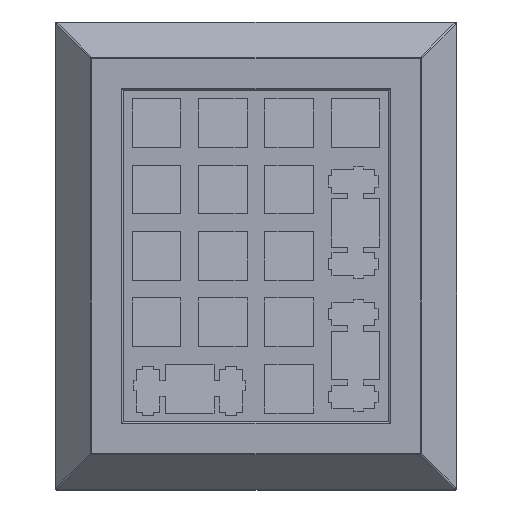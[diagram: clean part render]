
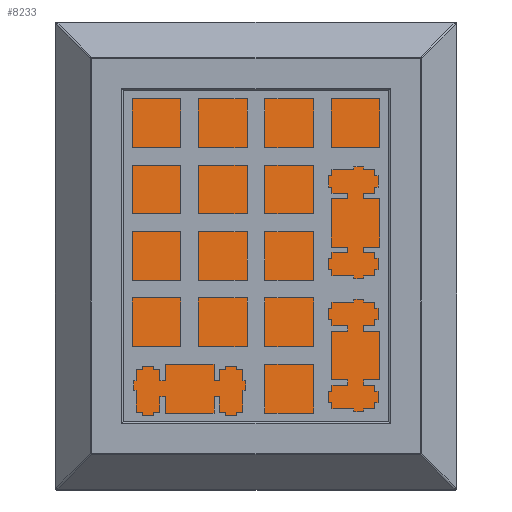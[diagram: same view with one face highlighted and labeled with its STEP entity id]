
A CAD part, top view. The second image highlights one B-rep face of the part: STEP entity #8233.
In plain terms, the highlighted planar face has unit normal (0, 0.122, 0.993).
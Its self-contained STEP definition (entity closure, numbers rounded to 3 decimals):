
#133=FACE_BOUND('',#1320,.T.);
#134=FACE_BOUND('',#1321,.T.);
#135=FACE_BOUND('',#1322,.T.);
#136=FACE_BOUND('',#1323,.T.);
#297=CIRCLE('',#8848,1.4);
#298=CIRCLE('',#8850,1.4);
#299=CIRCLE('',#8852,1.4);
#300=CIRCLE('',#8854,1.4);
#301=CIRCLE('',#8856,3.);
#303=CIRCLE('',#8860,3.);
#304=CIRCLE('',#8861,3.);
#305=CIRCLE('',#8862,3.);
#821=FACE_OUTER_BOUND('',#1319,.T.);
#1319=EDGE_LOOP('',(#7461,#7462,#7463,#7464,#7465,#7466,#7467,#7468));
#1320=EDGE_LOOP('',(#7469));
#1321=EDGE_LOOP('',(#7470));
#1322=EDGE_LOOP('',(#7471));
#1323=EDGE_LOOP('',(#7472));
#2285=LINE('',#13379,#3249);
#2288=LINE('',#13385,#3252);
#2289=LINE('',#13389,#3253);
#2290=LINE('',#13393,#3254);
#3249=VECTOR('',#11029,10.);
#3252=VECTOR('',#11034,10.);
#3253=VECTOR('',#11037,10.);
#3254=VECTOR('',#11040,10.);
#4009=VERTEX_POINT('',#13353);
#4010=VERTEX_POINT('',#13357);
#4011=VERTEX_POINT('',#13361);
#4012=VERTEX_POINT('',#13365);
#4013=VERTEX_POINT('',#13369);
#4014=VERTEX_POINT('',#13370);
#4017=VERTEX_POINT('',#13378);
#4019=VERTEX_POINT('',#13384);
#4020=VERTEX_POINT('',#13386);
#4021=VERTEX_POINT('',#13388);
#4022=VERTEX_POINT('',#13390);
#4023=VERTEX_POINT('',#13392);
#5157=EDGE_CURVE('',#4009,#4009,#297,.T.);
#5159=EDGE_CURVE('',#4010,#4010,#298,.T.);
#5161=EDGE_CURVE('',#4011,#4011,#299,.T.);
#5163=EDGE_CURVE('',#4012,#4012,#300,.T.);
#5165=EDGE_CURVE('',#4013,#4014,#301,.T.);
#5169=EDGE_CURVE('',#4014,#4017,#2285,.T.);
#5172=EDGE_CURVE('',#4013,#4019,#2288,.F.);
#5173=EDGE_CURVE('',#4020,#4019,#303,.T.);
#5174=EDGE_CURVE('',#4020,#4021,#2289,.F.);
#5175=EDGE_CURVE('',#4022,#4021,#304,.T.);
#5176=EDGE_CURVE('',#4023,#4022,#2290,.T.);
#5177=EDGE_CURVE('',#4017,#4023,#305,.T.);
#7461=ORIENTED_EDGE('',*,*,#5165,.F.);
#7462=ORIENTED_EDGE('',*,*,#5172,.T.);
#7463=ORIENTED_EDGE('',*,*,#5173,.F.);
#7464=ORIENTED_EDGE('',*,*,#5174,.T.);
#7465=ORIENTED_EDGE('',*,*,#5175,.F.);
#7466=ORIENTED_EDGE('',*,*,#5176,.F.);
#7467=ORIENTED_EDGE('',*,*,#5177,.F.);
#7468=ORIENTED_EDGE('',*,*,#5169,.F.);
#7469=ORIENTED_EDGE('',*,*,#5157,.T.);
#7470=ORIENTED_EDGE('',*,*,#5159,.T.);
#7471=ORIENTED_EDGE('',*,*,#5161,.T.);
#7472=ORIENTED_EDGE('',*,*,#5163,.T.);
#7816=PLANE('',#8859);
#8233=ADVANCED_FACE('',(#821,#133,#134,#135,#136),#7816,.T.);
#8848=AXIS2_PLACEMENT_3D('',#13354,#11001,#11002);
#8850=AXIS2_PLACEMENT_3D('',#13358,#11006,#11007);
#8852=AXIS2_PLACEMENT_3D('',#13362,#11011,#11012);
#8854=AXIS2_PLACEMENT_3D('',#13366,#11016,#11017);
#8856=AXIS2_PLACEMENT_3D('',#13371,#11021,#11022);
#8859=AXIS2_PLACEMENT_3D('',#13383,#11032,#11033);
#8860=AXIS2_PLACEMENT_3D('',#13387,#11035,#11036);
#8861=AXIS2_PLACEMENT_3D('',#13391,#11038,#11039);
#8862=AXIS2_PLACEMENT_3D('',#13394,#11041,#11042);
#11001=DIRECTION('center_axis',(0.,-0.122,-0.993));
#11002=DIRECTION('ref_axis',(1.,0.,0.));
#11006=DIRECTION('center_axis',(0.,-0.122,-0.993));
#11007=DIRECTION('ref_axis',(1.,0.,0.));
#11011=DIRECTION('center_axis',(0.,-0.122,-0.993));
#11012=DIRECTION('ref_axis',(1.,0.,0.));
#11016=DIRECTION('center_axis',(0.,-0.122,-0.993));
#11017=DIRECTION('ref_axis',(1.,0.,0.));
#11021=DIRECTION('center_axis',(0.,-0.122,-0.993));
#11022=DIRECTION('ref_axis',(-0.707,0.702,-0.086));
#11029=DIRECTION('',(1.,0.,0.));
#11032=DIRECTION('center_axis',(0.,0.122,0.993));
#11033=DIRECTION('ref_axis',(0.,-0.993,0.122));
#11034=DIRECTION('',(0.,0.993,-0.122));
#11035=DIRECTION('center_axis',(0.,-0.122,-0.993));
#11036=DIRECTION('ref_axis',(-0.707,-0.702,0.086));
#11037=DIRECTION('',(-1.,0.,0.));
#11038=DIRECTION('center_axis',(0.,-0.122,-0.993));
#11039=DIRECTION('ref_axis',(0.707,-0.702,0.086));
#11040=DIRECTION('',(0.,-0.993,0.122));
#11041=DIRECTION('center_axis',(0.,-0.122,-0.993));
#11042=DIRECTION('ref_axis',(0.707,0.702,-0.086));
#13353=CARTESIAN_POINT('',(-15.925,119.996,-12.719));
#13354=CARTESIAN_POINT('Origin',(-14.525,119.996,-12.719));
#13357=CARTESIAN_POINT('',(-15.925,14.791,0.199));
#13358=CARTESIAN_POINT('Origin',(-14.525,14.791,0.199));
#13361=CARTESIAN_POINT('',(-102.125,119.996,-12.719));
#13362=CARTESIAN_POINT('Origin',(-100.725,119.996,-12.719));
#13365=CARTESIAN_POINT('',(-102.125,14.791,0.199));
#13366=CARTESIAN_POINT('Origin',(-100.725,14.791,0.199));
#13369=CARTESIAN_POINT('',(-103.625,119.897,-12.706));
#13370=CARTESIAN_POINT('',(-100.625,122.875,-13.072));
#13371=CARTESIAN_POINT('Origin',(-100.625,119.897,-12.706));
#13378=CARTESIAN_POINT('',(-14.625,122.875,-13.072));
#13379=CARTESIAN_POINT('',(-103.725,122.875,-13.072));
#13383=CARTESIAN_POINT('Origin',(-103.725,122.974,-13.084));
#13384=CARTESIAN_POINT('',(-103.625,14.89,0.187));
#13385=CARTESIAN_POINT('',(-103.625,122.974,-13.084));
#13386=CARTESIAN_POINT('',(-100.625,11.913,0.552));
#13387=CARTESIAN_POINT('Origin',(-100.625,14.89,0.187));
#13388=CARTESIAN_POINT('',(-14.625,11.913,0.552));
#13389=CARTESIAN_POINT('',(-103.725,11.913,0.552));
#13390=CARTESIAN_POINT('',(-11.625,14.89,0.187));
#13391=CARTESIAN_POINT('Origin',(-14.625,14.89,0.187));
#13392=CARTESIAN_POINT('',(-11.625,119.897,-12.706));
#13393=CARTESIAN_POINT('',(-11.625,122.974,-13.084));
#13394=CARTESIAN_POINT('Origin',(-14.625,119.897,-12.706));
